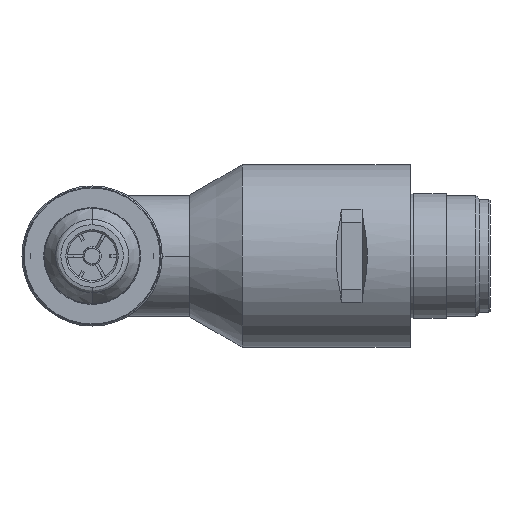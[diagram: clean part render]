
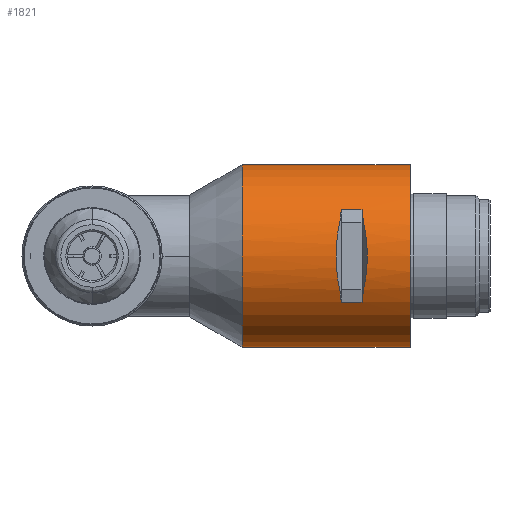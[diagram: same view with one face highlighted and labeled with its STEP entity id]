
A CAD part, left-side view. The second image highlights one B-rep face of the part: STEP entity #1821.
In plain terms, the highlighted cylindrical face has radius 15 mm (diameter 30 mm), a partial arc.
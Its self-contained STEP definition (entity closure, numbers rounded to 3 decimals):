
#291 = CARTESIAN_POINT ( 'NONE',  ( 74.058, -1.815, 7.584 ) ) ;
#315 = AXIS2_PLACEMENT_3D ( 'NONE', #333, #5445, #6922 ) ;
#333 = CARTESIAN_POINT ( 'NONE',  ( 87., -52.2, 0. ) ) ;
#489 = EDGE_CURVE ( 'NONE', #7934, #7148, #9986, .T. ) ;
#549 = AXIS2_PLACEMENT_3D ( 'NONE', #2279, #562, #9917 ) ;
#562 = DIRECTION ( 'NONE',  ( 0., -1., 0. ) ) ;
#685 = VECTOR ( 'NONE', #6341, 1000. ) ;
#727 = EDGE_CURVE ( 'NONE', #7233, #4426, #5820, .T. ) ;
#950 = VERTEX_POINT ( 'NONE', #2398 ) ;
#1001 =( BOUNDED_CURVE ( )  B_SPLINE_CURVE ( 3, ( #8912, #10732, #3863, #8030 ),
 .UNSPECIFIED., .F., .F. ) 
 B_SPLINE_CURVE_WITH_KNOTS ( ( 4, 4 ),
 ( 5.904, 6.663 ),
 .UNSPECIFIED. ) 
 CURVE ( )  GEOMETRIC_REPRESENTATION_ITEM ( )  RATIONAL_B_SPLINE_CURVE ( ( 1., 0.953, 0.953, 1. ) ) 
 REPRESENTATION_ITEM ( '' )  );
#1032 = CARTESIAN_POINT ( 'NONE',  ( 87., -52.2, 0. ) ) ;
#1168 = CARTESIAN_POINT ( 'NONE',  ( 87., -24.66, 15. ) ) ;
#1302 = LINE ( 'NONE', #6487, #8580 ) ;
#1373 = CARTESIAN_POINT ( 'NONE',  ( 73.346, -44.499, -6.257 ) ) ;
#1809 = CARTESIAN_POINT ( 'NONE',  ( 73.067, -44.55, 5.557 ) ) ;
#1819 = DIRECTION ( 'NONE',  ( 0., 1., 0. ) ) ;
#1821 = ADVANCED_FACE ( 'NONE', ( #3486, #4056 ), #8496, .T. ) ;
#1865 = AXIS2_PLACEMENT_3D ( 'NONE', #1032, #1819, #7157 ) ;
#2112 = CARTESIAN_POINT ( 'NONE',  ( 73.067, -44.55, -5.557 ) ) ;
#2123 = EDGE_CURVE ( 'NONE', #4426, #10119, #4539, .T. ) ;
#2279 = CARTESIAN_POINT ( 'NONE',  ( 87., -24.66, 0. ) ) ;
#2365 = LINE ( 'NONE', #7084, #6448 ) ;
#2396 = CARTESIAN_POINT ( 'NONE',  ( 73.067, -40.65, -5.557 ) ) ;
#2398 = CARTESIAN_POINT ( 'NONE',  ( 87., -24.66, -15. ) ) ;
#2478 = CARTESIAN_POINT ( 'NONE',  ( 74.058, -40.9, 7.584 ) ) ;
#2540 = CIRCLE ( 'NONE', #315, 15. ) ;
#2623 = CIRCLE ( 'NONE', #549, 15. ) ;
#2656 = CARTESIAN_POINT ( 'NONE',  ( 73.346, -40.701, 6.257 ) ) ;
#2761 = ORIENTED_EDGE ( 'NONE', *, *, #9258, .T. ) ;
#2856 =( BOUNDED_CURVE ( )  B_SPLINE_CURVE ( 3, ( #4783, #1373, #4900, #3095 ),
 .UNSPECIFIED., .F., .F. ) 
 B_SPLINE_CURVE_WITH_KNOTS ( ( 4, 4 ),
 ( 3.259, 3.41 ),
 .UNSPECIFIED. ) 
 CURVE ( )  GEOMETRIC_REPRESENTATION_ITEM ( )  RATIONAL_B_SPLINE_CURVE ( ( 1., 0.998, 0.998, 1. ) ) 
 REPRESENTATION_ITEM ( '' )  );
#2902 = EDGE_CURVE ( 'NONE', #6081, #7934, #2365, .T. ) ;
#3095 = CARTESIAN_POINT ( 'NONE',  ( 74.058, -44.3, -7.584 ) ) ;
#3146 = EDGE_CURVE ( 'NONE', #7682, #5180, #1302, .T. ) ;
#3411 = DIRECTION ( 'NONE',  ( 0., 1., 0. ) ) ;
#3486 = FACE_OUTER_BOUND ( 'NONE', #5082, .T. ) ;
#3516 = CARTESIAN_POINT ( 'NONE',  ( 73.346, -44.499, 6.257 ) ) ;
#3584 = EDGE_CURVE ( 'NONE', #6927, #950, #5079, .T. ) ;
#3621 = ORIENTED_EDGE ( 'NONE', *, *, #3584, .F. ) ;
#3735 = EDGE_CURVE ( 'NONE', #5180, #950, #2623, .T. ) ;
#3765 = DIRECTION ( 'NONE',  ( 0., 1., 0. ) ) ;
#3776 = AXIS2_PLACEMENT_3D ( 'NONE', #7723, #3411, #9342 ) ;
#3863 = CARTESIAN_POINT ( 'NONE',  ( 71.627, -39.818, 1.945 ) ) ;
#4056 = FACE_BOUND ( 'NONE', #6431, .T. ) ;
#4134 = CARTESIAN_POINT ( 'NONE',  ( 73.677, -44.415, 6.934 ) ) ;
#4141 = VECTOR ( 'NONE', #9767, 1000. ) ;
#4234 = VERTEX_POINT ( 'NONE', #2112 ) ;
#4352 =( BOUNDED_CURVE ( )  B_SPLINE_CURVE ( 3, ( #6189, #2656, #10530, #9630 ),
 .UNSPECIFIED., .F., .T. ) 
 B_SPLINE_CURVE_WITH_KNOTS ( ( 4, 4 ),
 ( 0.118, 0.268 ),
 .UNSPECIFIED. ) 
 CURVE ( )  GEOMETRIC_REPRESENTATION_ITEM ( )  RATIONAL_B_SPLINE_CURVE ( ( 1., 0.998, 0.998, 1. ) ) 
 REPRESENTATION_ITEM ( '' )  );
#4426 = VERTEX_POINT ( 'NONE', #6590 ) ;
#4539 =( BOUNDED_CURVE ( )  B_SPLINE_CURVE ( 3, ( #7817, #4134, #3516, #1809 ),
 .UNSPECIFIED., .F., .F. ) 
 B_SPLINE_CURVE_WITH_KNOTS ( ( 4, 4 ),
 ( 2.873, 3.024 ),
 .UNSPECIFIED. ) 
 CURVE ( )  GEOMETRIC_REPRESENTATION_ITEM ( )  RATIONAL_B_SPLINE_CURVE ( ( 1., 0.998, 0.998, 1. ) ) 
 REPRESENTATION_ITEM ( '' )  );
#4582 = ORIENTED_EDGE ( 'NONE', *, *, #2902, .T. ) ;
#4616 = CARTESIAN_POINT ( 'NONE',  ( 74.058, -44.3, -7.584 ) ) ;
#4717 = VERTEX_POINT ( 'NONE', #7320 ) ;
#4759 = ORIENTED_EDGE ( 'NONE', *, *, #3146, .T. ) ;
#4783 = CARTESIAN_POINT ( 'NONE',  ( 73.067, -44.55, -5.557 ) ) ;
#4874 = ORIENTED_EDGE ( 'NONE', *, *, #489, .T. ) ;
#4900 = CARTESIAN_POINT ( 'NONE',  ( 73.677, -44.415, -6.934 ) ) ;
#5079 = LINE ( 'NONE', #8042, #4141 ) ;
#5082 = EDGE_LOOP ( 'NONE', ( #3621, #6239, #9148, #4759, #9772 ) ) ;
#5180 = VERTEX_POINT ( 'NONE', #1168 ) ;
#5445 = DIRECTION ( 'NONE',  ( 0., 1., 0. ) ) ;
#5507 = CARTESIAN_POINT ( 'NONE',  ( 71.627, -45.382, -1.945 ) ) ;
#5593 = CARTESIAN_POINT ( 'NONE',  ( 73.067, -44.55, -5.557 ) ) ;
#5653 = ORIENTED_EDGE ( 'NONE', *, *, #2123, .T. ) ;
#5820 = LINE ( 'NONE', #291, #685 ) ;
#6081 = VERTEX_POINT ( 'NONE', #4616 ) ;
#6107 = ORIENTED_EDGE ( 'NONE', *, *, #7077, .T. ) ;
#6189 = CARTESIAN_POINT ( 'NONE',  ( 73.067, -40.65, 5.557 ) ) ;
#6239 = ORIENTED_EDGE ( 'NONE', *, *, #9783, .T. ) ;
#6341 = DIRECTION ( 'NONE',  ( 0., -1., 0. ) ) ;
#6431 = EDGE_LOOP ( 'NONE', ( #6477, #5653, #8096, #11131, #4582, #4874, #6107, #2761 ) ) ;
#6448 = VECTOR ( 'NONE', #3765, 1000. ) ;
#6477 = ORIENTED_EDGE ( 'NONE', *, *, #727, .T. ) ;
#6487 = CARTESIAN_POINT ( 'NONE',  ( 87., -1.815, 15. ) ) ;
#6590 = CARTESIAN_POINT ( 'NONE',  ( 74.058, -44.3, 7.584 ) ) ;
#6822 =( BOUNDED_CURVE ( )  B_SPLINE_CURVE ( 3, ( #9864, #7125, #5507, #5593 ),
 .UNSPECIFIED., .F., .F. ) 
 B_SPLINE_CURVE_WITH_KNOTS ( ( 4, 4 ),
 ( 2.762, 3.521 ),
 .UNSPECIFIED. ) 
 CURVE ( )  GEOMETRIC_REPRESENTATION_ITEM ( )  RATIONAL_B_SPLINE_CURVE ( ( 1., 0.953, 0.953, 1. ) ) 
 REPRESENTATION_ITEM ( '' )  );
#6922 = DIRECTION ( 'NONE',  ( 0., 0., 1. ) ) ;
#6927 = VERTEX_POINT ( 'NONE', #7970 ) ;
#7077 = EDGE_CURVE ( 'NONE', #7148, #4717, #1001, .T. ) ;
#7084 = CARTESIAN_POINT ( 'NONE',  ( 74.058, -1.815, -7.584 ) ) ;
#7125 = CARTESIAN_POINT ( 'NONE',  ( 71.627, -45.382, 1.945 ) ) ;
#7148 = VERTEX_POINT ( 'NONE', #7372 ) ;
#7157 = DIRECTION ( 'NONE',  ( 0., 0., 1. ) ) ;
#7223 = CARTESIAN_POINT ( 'NONE',  ( 72., -52.2, 0. ) ) ;
#7224 = DIRECTION ( 'NONE',  ( 0., 1., 0. ) ) ;
#7233 = VERTEX_POINT ( 'NONE', #2478 ) ;
#7320 = CARTESIAN_POINT ( 'NONE',  ( 73.067, -40.65, 5.557 ) ) ;
#7372 = CARTESIAN_POINT ( 'NONE',  ( 73.067, -40.65, -5.557 ) ) ;
#7616 = CARTESIAN_POINT ( 'NONE',  ( 73.677, -40.785, -6.934 ) ) ;
#7682 = VERTEX_POINT ( 'NONE', #9421 ) ;
#7723 = CARTESIAN_POINT ( 'NONE',  ( 87., -1.815, 0. ) ) ;
#7817 = CARTESIAN_POINT ( 'NONE',  ( 74.058, -44.3, 7.584 ) ) ;
#7927 = VERTEX_POINT ( 'NONE', #7223 ) ;
#7934 = VERTEX_POINT ( 'NONE', #9796 ) ;
#7970 = CARTESIAN_POINT ( 'NONE',  ( 87., -52.2, -15. ) ) ;
#8030 = CARTESIAN_POINT ( 'NONE',  ( 73.067, -40.65, 5.557 ) ) ;
#8042 = CARTESIAN_POINT ( 'NONE',  ( 87., -1.815, -15. ) ) ;
#8096 = ORIENTED_EDGE ( 'NONE', *, *, #9448, .T. ) ;
#8289 = EDGE_CURVE ( 'NONE', #7927, #7682, #2540, .T. ) ;
#8496 = CYLINDRICAL_SURFACE ( 'NONE', #3776, 15. ) ;
#8580 = VECTOR ( 'NONE', #7224, 1000. ) ;
#8912 = CARTESIAN_POINT ( 'NONE',  ( 73.067, -40.65, -5.557 ) ) ;
#9148 = ORIENTED_EDGE ( 'NONE', *, *, #8289, .T. ) ;
#9258 = EDGE_CURVE ( 'NONE', #4717, #7233, #4352, .T. ) ;
#9342 = DIRECTION ( 'NONE',  ( 0., 0., 1. ) ) ;
#9421 = CARTESIAN_POINT ( 'NONE',  ( 87., -52.2, 15. ) ) ;
#9448 = EDGE_CURVE ( 'NONE', #10119, #4234, #6822, .T. ) ;
#9630 = CARTESIAN_POINT ( 'NONE',  ( 74.058, -40.9, 7.584 ) ) ;
#9767 = DIRECTION ( 'NONE',  ( 0., 1., 0. ) ) ;
#9772 = ORIENTED_EDGE ( 'NONE', *, *, #3735, .T. ) ;
#9783 = EDGE_CURVE ( 'NONE', #6927, #7927, #10587, .T. ) ;
#9796 = CARTESIAN_POINT ( 'NONE',  ( 74.058, -40.9, -7.584 ) ) ;
#9864 = CARTESIAN_POINT ( 'NONE',  ( 73.067, -44.55, 5.557 ) ) ;
#9917 = DIRECTION ( 'NONE',  ( 0., 0., 1. ) ) ;
#9986 =( BOUNDED_CURVE ( )  B_SPLINE_CURVE ( 3, ( #10292, #7616, #11126, #2396 ),
 .UNSPECIFIED., .F., .F. ) 
 B_SPLINE_CURVE_WITH_KNOTS ( ( 4, 4 ),
 ( 6.015, 6.165 ),
 .UNSPECIFIED. ) 
 CURVE ( )  GEOMETRIC_REPRESENTATION_ITEM ( )  RATIONAL_B_SPLINE_CURVE ( ( 1., 0.998, 0.998, 1. ) ) 
 REPRESENTATION_ITEM ( '' )  );
#10119 = VERTEX_POINT ( 'NONE', #10413 ) ;
#10292 = CARTESIAN_POINT ( 'NONE',  ( 74.058, -40.9, -7.584 ) ) ;
#10413 = CARTESIAN_POINT ( 'NONE',  ( 73.067, -44.55, 5.557 ) ) ;
#10530 = CARTESIAN_POINT ( 'NONE',  ( 73.677, -40.785, 6.934 ) ) ;
#10587 = CIRCLE ( 'NONE', #1865, 15. ) ;
#10732 = CARTESIAN_POINT ( 'NONE',  ( 71.627, -39.818, -1.945 ) ) ;
#10814 = EDGE_CURVE ( 'NONE', #4234, #6081, #2856, .T. ) ;
#11126 = CARTESIAN_POINT ( 'NONE',  ( 73.346, -40.701, -6.257 ) ) ;
#11131 = ORIENTED_EDGE ( 'NONE', *, *, #10814, .T. ) ;
